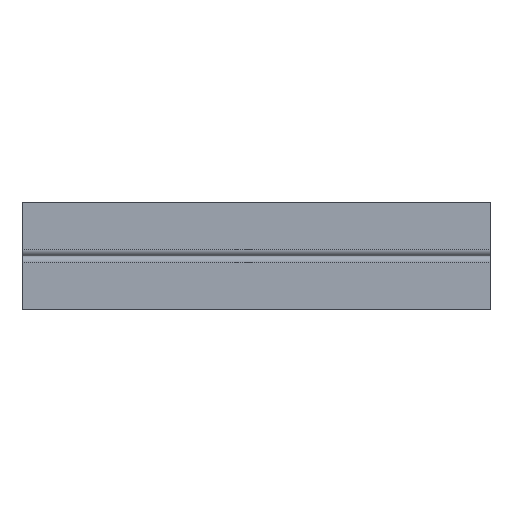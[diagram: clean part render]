
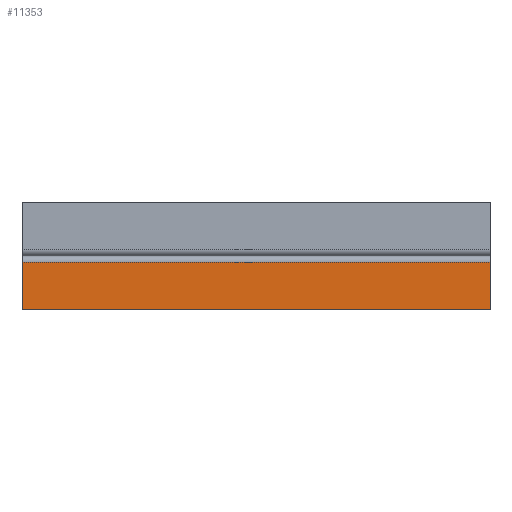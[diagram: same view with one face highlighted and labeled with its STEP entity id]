
A CAD part, left-side view. The second image highlights one B-rep face of the part: STEP entity #11353.
In plain terms, the highlighted planar face has unit normal (-1, 0, 0).
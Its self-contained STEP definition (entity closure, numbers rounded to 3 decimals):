
#237 = AXIS2_PLACEMENT_3D ( 'NONE', #9602, #3166, #12297 ) ;
#349 = VECTOR ( 'NONE', #15390, 1000. ) ;
#876 = CARTESIAN_POINT ( 'NONE',  ( -48.1, 68., -1.8 ) ) ;
#1077 = EDGE_CURVE ( 'NONE', #12670, #15946, #8053, .T. ) ;
#1556 = DIRECTION ( 'NONE',  ( 0., -1., 0. ) ) ;
#1696 = VECTOR ( 'NONE', #6759, 1000. ) ;
#2576 = ORIENTED_EDGE ( 'NONE', *, *, #12710, .F. ) ;
#3107 = ORIENTED_EDGE ( 'NONE', *, *, #6984, .T. ) ;
#3166 = DIRECTION ( 'NONE',  ( -1., 0., 0. ) ) ;
#3227 = FACE_OUTER_BOUND ( 'NONE', #15633, .T. ) ;
#3262 = CARTESIAN_POINT ( 'NONE',  ( -48.1, -68., -15.5 ) ) ;
#4405 = LINE ( 'NONE', #8230, #11341 ) ;
#4617 = VECTOR ( 'NONE', #1556, 1000. ) ;
#5179 = LINE ( 'NONE', #10650, #1696 ) ;
#6759 = DIRECTION ( 'NONE',  ( 0., 1., 0. ) ) ;
#6984 = EDGE_CURVE ( 'NONE', #15946, #13084, #14220, .T. ) ;
#8053 = LINE ( 'NONE', #3262, #4617 ) ;
#8230 = CARTESIAN_POINT ( 'NONE',  ( -48.1, 68., -15.5 ) ) ;
#8579 = EDGE_CURVE ( 'NONE', #13084, #9007, #5179, .T. ) ;
#8873 = CARTESIAN_POINT ( 'NONE',  ( -48.1, -68., -15.5 ) ) ;
#9007 = VERTEX_POINT ( 'NONE', #876 ) ;
#9602 = CARTESIAN_POINT ( 'NONE',  ( -48.1, -68., -15.5 ) ) ;
#10650 = CARTESIAN_POINT ( 'NONE',  ( -48.1, 68., -1.8 ) ) ;
#10774 = ORIENTED_EDGE ( 'NONE', *, *, #1077, .T. ) ;
#10804 = DIRECTION ( 'NONE',  ( 0., 0., 1. ) ) ;
#10972 = PLANE ( 'NONE',  #237 ) ;
#11100 = CARTESIAN_POINT ( 'NONE',  ( -48.1, -68., -15.5 ) ) ;
#11341 = VECTOR ( 'NONE', #10804, 1000. ) ;
#11353 = ADVANCED_FACE ( 'NONE', ( #3227 ), #10972, .T. ) ;
#12297 = DIRECTION ( 'NONE',  ( 0., 0., 1. ) ) ;
#12670 = VERTEX_POINT ( 'NONE', #13378 ) ;
#12710 = EDGE_CURVE ( 'NONE', #12670, #9007, #4405, .T. ) ;
#13084 = VERTEX_POINT ( 'NONE', #16771 ) ;
#13378 = CARTESIAN_POINT ( 'NONE',  ( -48.1, 68., -15.5 ) ) ;
#14152 = ORIENTED_EDGE ( 'NONE', *, *, #8579, .T. ) ;
#14220 = LINE ( 'NONE', #8873, #349 ) ;
#15390 = DIRECTION ( 'NONE',  ( 0., 0., 1. ) ) ;
#15633 = EDGE_LOOP ( 'NONE', ( #3107, #14152, #2576, #10774 ) ) ;
#15946 = VERTEX_POINT ( 'NONE', #11100 ) ;
#16771 = CARTESIAN_POINT ( 'NONE',  ( -48.1, -68., -1.8 ) ) ;
